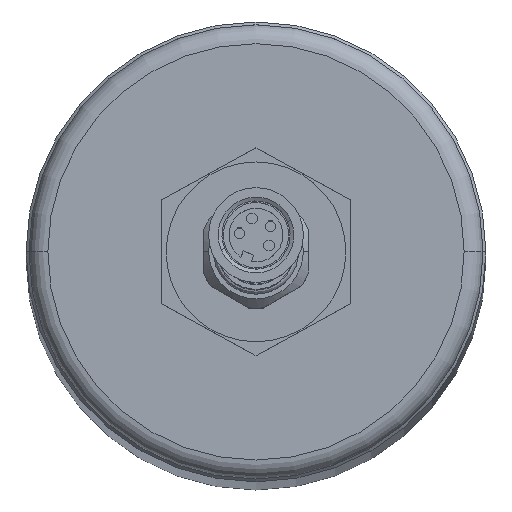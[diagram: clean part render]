
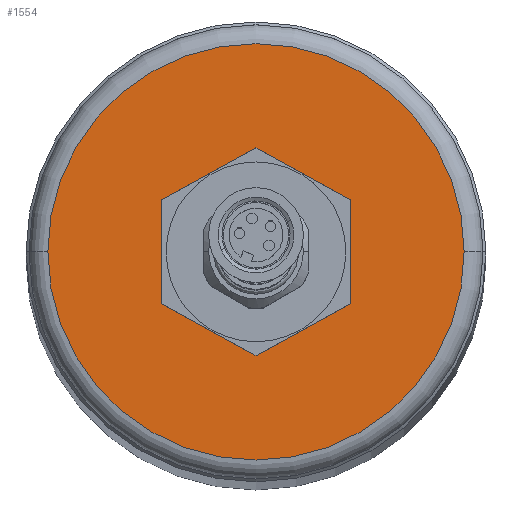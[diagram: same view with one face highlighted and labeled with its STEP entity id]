
A CAD part, top view. The second image highlights one B-rep face of the part: STEP entity #1554.
In plain terms, the highlighted planar face has unit normal (0, 0, 1).
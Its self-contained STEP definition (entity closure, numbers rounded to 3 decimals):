
#43 = EDGE_CURVE ( 'NONE', #2500, #5045, #4346, .T. ) ;
#309 = AXIS2_PLACEMENT_3D ( 'NONE', #537, #3063, #5176 ) ;
#434 = DIRECTION ( 'NONE',  ( -1., 0., 0. ) ) ;
#537 = CARTESIAN_POINT ( 'NONE',  ( 0., 0., 0. ) ) ;
#638 = EDGE_LOOP ( 'NONE', ( #2335, #4568 ) ) ;
#669 = AXIS2_PLACEMENT_3D ( 'NONE', #904, #1394, #1313 ) ;
#799 = FACE_OUTER_BOUND ( 'NONE', #638, .T. ) ;
#904 = CARTESIAN_POINT ( 'NONE',  ( 0., 0., 0. ) ) ;
#1313 = DIRECTION ( 'NONE',  ( -1., 0., 0. ) ) ;
#1394 = DIRECTION ( 'NONE',  ( 0., 0., 1. ) ) ;
#1554 = ADVANCED_FACE ( 'NONE', ( #799, #4158 ), #3693, .F. ) ;
#1717 = VERTEX_POINT ( 'NONE', #2185 ) ;
#1991 = CARTESIAN_POINT ( 'NONE',  ( 9.5, 0., 0. ) ) ;
#2043 = AXIS2_PLACEMENT_3D ( 'NONE', #4813, #2230, #4781 ) ;
#2185 = CARTESIAN_POINT ( 'NONE',  ( 22., 0., 0. ) ) ;
#2230 = DIRECTION ( 'NONE',  ( 0., 0., 1. ) ) ;
#2317 = CIRCLE ( 'NONE', #309, 22. ) ;
#2335 = ORIENTED_EDGE ( 'NONE', *, *, #2366, .T. ) ;
#2366 = EDGE_CURVE ( 'NONE', #5429, #1717, #4072, .T. ) ;
#2444 = EDGE_LOOP ( 'NONE', ( #2484, #3502 ) ) ;
#2456 = CARTESIAN_POINT ( 'NONE',  ( 0., 0., 0. ) ) ;
#2469 = CARTESIAN_POINT ( 'NONE',  ( -22., 0., 0. ) ) ;
#2484 = ORIENTED_EDGE ( 'NONE', *, *, #43, .F. ) ;
#2500 = VERTEX_POINT ( 'NONE', #2642 ) ;
#2642 = CARTESIAN_POINT ( 'NONE',  ( -9.5, 0., 0. ) ) ;
#2804 = DIRECTION ( 'NONE',  ( -1., 0., 0. ) ) ;
#3063 = DIRECTION ( 'NONE',  ( 0., 0., 1. ) ) ;
#3454 = AXIS2_PLACEMENT_3D ( 'NONE', #3636, #4890, #2804 ) ;
#3502 = ORIENTED_EDGE ( 'NONE', *, *, #4777, .F. ) ;
#3566 = CIRCLE ( 'NONE', #669, 9.5 ) ;
#3636 = CARTESIAN_POINT ( 'NONE',  ( 0., 0., 0. ) ) ;
#3693 = PLANE ( 'NONE',  #3454 ) ;
#4072 = CIRCLE ( 'NONE', #4244, 22. ) ;
#4091 = EDGE_CURVE ( 'NONE', #1717, #5429, #2317, .T. ) ;
#4149 = DIRECTION ( 'NONE',  ( 0., 0., 1. ) ) ;
#4158 = FACE_BOUND ( 'NONE', #2444, .T. ) ;
#4244 = AXIS2_PLACEMENT_3D ( 'NONE', #2456, #4149, #434 ) ;
#4346 = CIRCLE ( 'NONE', #2043, 9.5 ) ;
#4568 = ORIENTED_EDGE ( 'NONE', *, *, #4091, .T. ) ;
#4777 = EDGE_CURVE ( 'NONE', #5045, #2500, #3566, .T. ) ;
#4781 = DIRECTION ( 'NONE',  ( -1., 0., 0. ) ) ;
#4813 = CARTESIAN_POINT ( 'NONE',  ( 0., 0., 0. ) ) ;
#4890 = DIRECTION ( 'NONE',  ( 0., 0., -1. ) ) ;
#5045 = VERTEX_POINT ( 'NONE', #1991 ) ;
#5176 = DIRECTION ( 'NONE',  ( -1., 0., 0. ) ) ;
#5429 = VERTEX_POINT ( 'NONE', #2469 ) ;
